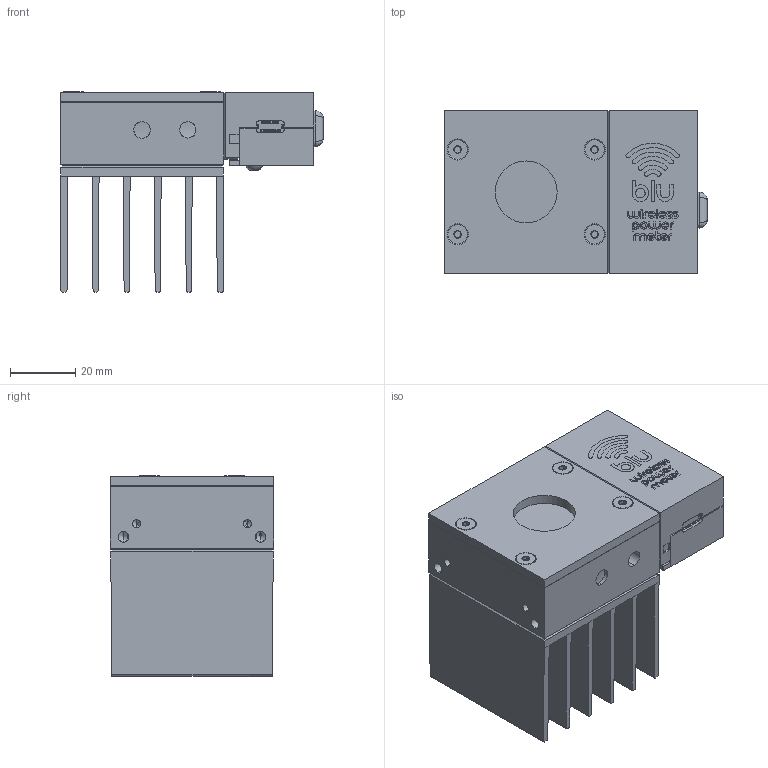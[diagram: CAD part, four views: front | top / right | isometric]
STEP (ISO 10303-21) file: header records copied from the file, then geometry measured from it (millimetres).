
FILE_DESCRIPTION (( 'STEP AP214' ), '1' );
FILE_NAME ('SK-9722 UP19K-30H-H5-BLU.STEP', '2017-11-13T14:30:41', ( '' ), ( '' ), 'SwSTEP 2.0', 'SolidWorks 2016', '' );
FILE_SCHEMA (( 'AUTOMOTIVE_DESIGN' ));
Length unit declared in the file: millimetre
Products named in the file (1): SK-9722 UP19K-30H-H5-BLU
Bounding box: 80.57 x 50 x 61.38 mm (x, y, z)
Volume: 111912.3 mm3; surface area: 50163 mm2
Topology: 8 solids, 11 shells, 1803 faces, 4984 edges, 3246 vertices
Faces by surface type: cylinder 959, plane 465, bspline 261, cone 110, sphere 4, torus 4
Entity records: 95965 total; most frequent: CARTESIAN_POINT 36410, ORIENTED_EDGE 9916, DIRECTION 6330, EDGE_CURVE 4958, VERTEX_POINT 3246, VECTOR 2314, LINE 2314, AXIS2_PLACEMENT_3D 2008
